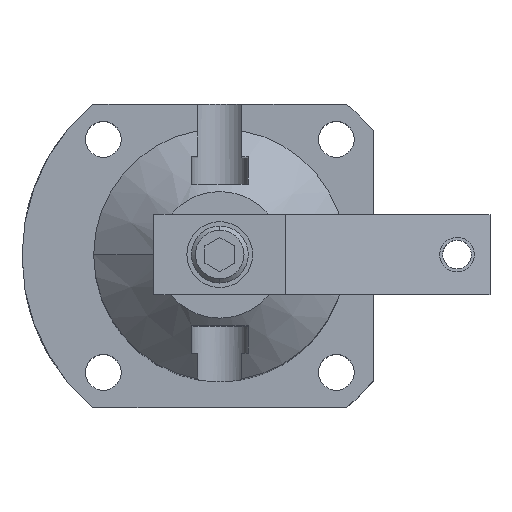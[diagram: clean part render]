
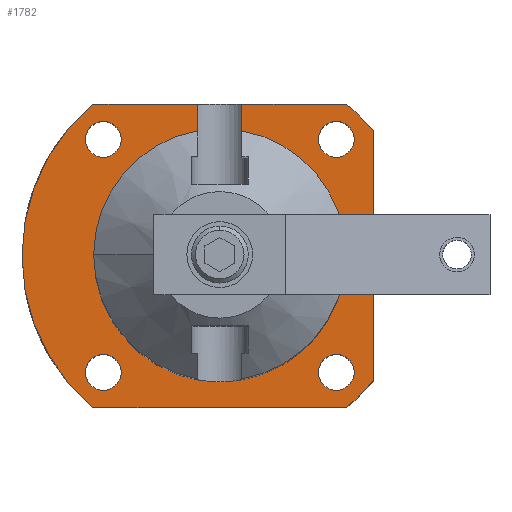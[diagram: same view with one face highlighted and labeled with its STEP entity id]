
A CAD part, top view. The second image highlights one B-rep face of the part: STEP entity #1782.
In plain terms, the highlighted planar face has unit normal (0, 0, 1).
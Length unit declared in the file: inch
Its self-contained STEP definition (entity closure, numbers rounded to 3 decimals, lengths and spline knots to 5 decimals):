
#210=CARTESIAN_POINT('',(0.,0.,0.84));
#211=DIRECTION('',(0.,0.,-1.));
#212=DIRECTION('',(0.174,0.985,0.));
#213=AXIS2_PLACEMENT_3D('',#210,#211,#212);
#218=CARTESIAN_POINT('',(-0.55225,0.55225,0.84));
#219=DIRECTION('',(0.,0.,-1.));
#220=DIRECTION('',(-1.,0.,0.));
#221=AXIS2_PLACEMENT_3D('',#218,#219,#220);
#226=CARTESIAN_POINT('',(-0.55225,0.55225,0.84));
#227=DIRECTION('',(0.,0.,-1.));
#228=DIRECTION('',(1.,0.,0.));
#229=AXIS2_PLACEMENT_3D('',#226,#227,#228);
#234=CARTESIAN_POINT('',(0.55225,0.55225,0.84));
#235=DIRECTION('',(0.,0.,-1.));
#236=DIRECTION('',(-1.,0.,0.));
#237=AXIS2_PLACEMENT_3D('',#234,#235,#236);
#242=CARTESIAN_POINT('',(0.55225,0.55225,0.84));
#243=DIRECTION('',(0.,0.,-1.));
#244=DIRECTION('',(1.,0.,0.));
#245=AXIS2_PLACEMENT_3D('',#242,#243,#244);
#250=CARTESIAN_POINT('',(0.55225,-0.55225,0.84));
#251=DIRECTION('',(0.,0.,-1.));
#252=DIRECTION('',(-1.,0.,0.));
#253=AXIS2_PLACEMENT_3D('',#250,#251,#252);
#258=CARTESIAN_POINT('',(0.55225,-0.55225,0.84));
#259=DIRECTION('',(0.,0.,-1.));
#260=DIRECTION('',(1.,0.,0.));
#261=AXIS2_PLACEMENT_3D('',#258,#259,#260);
#266=CARTESIAN_POINT('',(-0.55225,-0.55225,0.84));
#267=DIRECTION('',(0.,0.,-1.));
#268=DIRECTION('',(-1.,0.,0.));
#269=AXIS2_PLACEMENT_3D('',#266,#267,#268);
#274=CARTESIAN_POINT('',(-0.55225,-0.55225,0.84));
#275=DIRECTION('',(0.,0.,-1.));
#276=DIRECTION('',(1.,0.,0.));
#277=AXIS2_PLACEMENT_3D('',#274,#275,#276);
#282=DIRECTION('',(0.,-1.,0.));
#283=VECTOR('',#282,0.13062);
#284=CARTESIAN_POINT('',(-0.104,0.719,0.84));
#285=LINE('',#284,#283);
#289=DIRECTION('',(0.,-1.,0.));
#290=VECTOR('',#289,0.13062);
#291=CARTESIAN_POINT('',(0.104,0.719,0.84));
#292=LINE('',#291,#290);
#296=DIRECTION('',(-1.,0.,0.));
#297=VECTOR('',#296,0.49762);
#298=CARTESIAN_POINT('',(0.60162,0.719,0.84));
#299=LINE('',#298,#297);
#303=DIRECTION('',(0.,1.,0.));
#304=VECTOR('',#303,1.18385);
#305=CARTESIAN_POINT('',(0.727,-0.59193,0.84));
#306=LINE('',#305,#304);
#310=DIRECTION('',(-1.,0.,0.));
#311=VECTOR('',#310,1.20324);
#312=CARTESIAN_POINT('',(0.60162,-0.719,0.84));
#313=LINE('',#312,#311);
#317=DIRECTION('',(-1.,0.,0.));
#318=VECTOR('',#317,0.49762);
#319=CARTESIAN_POINT('',(-0.104,0.719,0.84));
#320=LINE('',#319,#318);
#473=CARTESIAN_POINT('',(0.,0.,0.84));
#474=DIRECTION('',(0.,0.,1.));
#475=DIRECTION('',(0.775,0.631,0.));
#476=AXIS2_PLACEMENT_3D('',#473,#474,#475);
#489=CARTESIAN_POINT('',(0.,0.,0.84));
#490=DIRECTION('',(0.,0.,1.));
#491=DIRECTION('',(-0.642,0.767,0.));
#492=AXIS2_PLACEMENT_3D('',#489,#490,#491);
#497=CARTESIAN_POINT('',(0.,0.,0.84));
#498=DIRECTION('',(0.,0.,1.));
#499=DIRECTION('',(0.642,-0.767,0.));
#500=AXIS2_PLACEMENT_3D('',#497,#498,#499);
#1440=CARTESIAN_POINT('',(0.727,0.59193,0.84));
#1441=VERTEX_POINT('',#1440);
#1442=CARTESIAN_POINT('',(0.727,-0.59193,0.84));
#1443=VERTEX_POINT('',#1442);
#1448=CARTESIAN_POINT('',(0.60162,0.719,0.84));
#1449=VERTEX_POINT('',#1448);
#1450=CARTESIAN_POINT('',(-0.60162,0.719,0.84));
#1451=VERTEX_POINT('',#1450);
#1456=CARTESIAN_POINT('',(-0.60162,-0.719,0.84));
#1457=VERTEX_POINT('',#1456);
#1458=CARTESIAN_POINT('',(0.60162,-0.719,0.84));
#1459=VERTEX_POINT('',#1458);
#1476=CARTESIAN_POINT('',(-0.63725,-0.55225,0.84));
#1477=CARTESIAN_POINT('',(-0.46725,-0.55225,0.84));
#1478=VERTEX_POINT('',#1476);
#1479=VERTEX_POINT('',#1477);
#1484=CARTESIAN_POINT('',(0.46725,-0.55225,0.84));
#1485=CARTESIAN_POINT('',(0.63725,-0.55225,0.84));
#1486=VERTEX_POINT('',#1484);
#1487=VERTEX_POINT('',#1485);
#1492=CARTESIAN_POINT('',(0.46725,0.55225,0.84));
#1493=CARTESIAN_POINT('',(0.63725,0.55225,0.84));
#1494=VERTEX_POINT('',#1492);
#1495=VERTEX_POINT('',#1493);
#1500=CARTESIAN_POINT('',(-0.63725,0.55225,0.84));
#1501=CARTESIAN_POINT('',(-0.46725,0.55225,0.84));
#1502=VERTEX_POINT('',#1500);
#1503=VERTEX_POINT('',#1501);
#1528=CARTESIAN_POINT('',(-0.104,0.719,0.84));
#1529=CARTESIAN_POINT('',(-0.104,0.58838,0.84));
#1530=VERTEX_POINT('',#1528);
#1531=VERTEX_POINT('',#1529);
#1532=CARTESIAN_POINT('',(0.104,0.719,0.84));
#1533=CARTESIAN_POINT('',(0.104,0.58838,0.84));
#1534=VERTEX_POINT('',#1532);
#1535=VERTEX_POINT('',#1533);
#1732=CARTESIAN_POINT('',(0.,0.,0.84));
#1733=DIRECTION('',(0.,0.,1.));
#1734=DIRECTION('',(1.,0.,0.));
#1735=AXIS2_PLACEMENT_3D('',#1732,#1733,#1734);
#1736=PLANE('',#1735);
#1738=ORIENTED_EDGE('',*,*,#1737,.T.);
#1739=ORIENTED_EDGE('',*,*,#1712,.F.);
#1741=ORIENTED_EDGE('',*,*,#1740,.F.);
#1743=ORIENTED_EDGE('',*,*,#1742,.F.);
#1745=ORIENTED_EDGE('',*,*,#1744,.F.);
#1747=ORIENTED_EDGE('',*,*,#1746,.F.);
#1749=ORIENTED_EDGE('',*,*,#1748,.F.);
#1751=ORIENTED_EDGE('',*,*,#1750,.T.);
#1753=ORIENTED_EDGE('',*,*,#1752,.F.);
#1755=ORIENTED_EDGE('',*,*,#1754,.F.);
#1756=EDGE_LOOP('',(#1738,#1739,#1741,#1743,#1745,#1747,#1749,#1751,#1753,
#1755));
#1757=FACE_OUTER_BOUND('',#1756,.F.);
#1759=ORIENTED_EDGE('',*,*,#1758,.F.);
#1761=ORIENTED_EDGE('',*,*,#1760,.F.);
#1762=EDGE_LOOP('',(#1759,#1761));
#1763=FACE_BOUND('',#1762,.F.);
#1765=ORIENTED_EDGE('',*,*,#1764,.F.);
#1767=ORIENTED_EDGE('',*,*,#1766,.F.);
#1768=EDGE_LOOP('',(#1765,#1767));
#1769=FACE_BOUND('',#1768,.F.);
#1771=ORIENTED_EDGE('',*,*,#1770,.F.);
#1773=ORIENTED_EDGE('',*,*,#1772,.F.);
#1774=EDGE_LOOP('',(#1771,#1773));
#1775=FACE_BOUND('',#1774,.F.);
#1777=ORIENTED_EDGE('',*,*,#1776,.F.);
#1779=ORIENTED_EDGE('',*,*,#1778,.F.);
#1780=EDGE_LOOP('',(#1777,#1779));
#1781=FACE_BOUND('',#1780,.F.);
#1782=ADVANCED_FACE('',(#1757,#1763,#1769,#1775,#1781),#1736,.T.);
#214=CIRCLE('',#213,0.5975);
#222=CIRCLE('',#221,0.085);
#230=CIRCLE('',#229,0.085);
#238=CIRCLE('',#237,0.085);
#246=CIRCLE('',#245,0.085);
#254=CIRCLE('',#253,0.085);
#262=CIRCLE('',#261,0.085);
#270=CIRCLE('',#269,0.085);
#278=CIRCLE('',#277,0.085);
#477=CIRCLE('',#476,0.9375);
#493=CIRCLE('',#492,0.9375);
#501=CIRCLE('',#500,0.9375);
#1712=EDGE_CURVE('',#1535,#1531,#214,.T.);
#1737=EDGE_CURVE('',#1530,#1531,#285,.T.);
#1740=EDGE_CURVE('',#1534,#1535,#292,.T.);
#1742=EDGE_CURVE('',#1449,#1534,#299,.T.);
#1744=EDGE_CURVE('',#1441,#1449,#477,.T.);
#1746=EDGE_CURVE('',#1443,#1441,#306,.T.);
#1748=EDGE_CURVE('',#1459,#1443,#501,.T.);
#1750=EDGE_CURVE('',#1459,#1457,#313,.T.);
#1752=EDGE_CURVE('',#1451,#1457,#493,.T.);
#1754=EDGE_CURVE('',#1530,#1451,#320,.T.);
#1758=EDGE_CURVE('',#1502,#1503,#222,.T.);
#1760=EDGE_CURVE('',#1503,#1502,#230,.T.);
#1764=EDGE_CURVE('',#1494,#1495,#238,.T.);
#1766=EDGE_CURVE('',#1495,#1494,#246,.T.);
#1770=EDGE_CURVE('',#1486,#1487,#254,.T.);
#1772=EDGE_CURVE('',#1487,#1486,#262,.T.);
#1776=EDGE_CURVE('',#1478,#1479,#270,.T.);
#1778=EDGE_CURVE('',#1479,#1478,#278,.T.);
